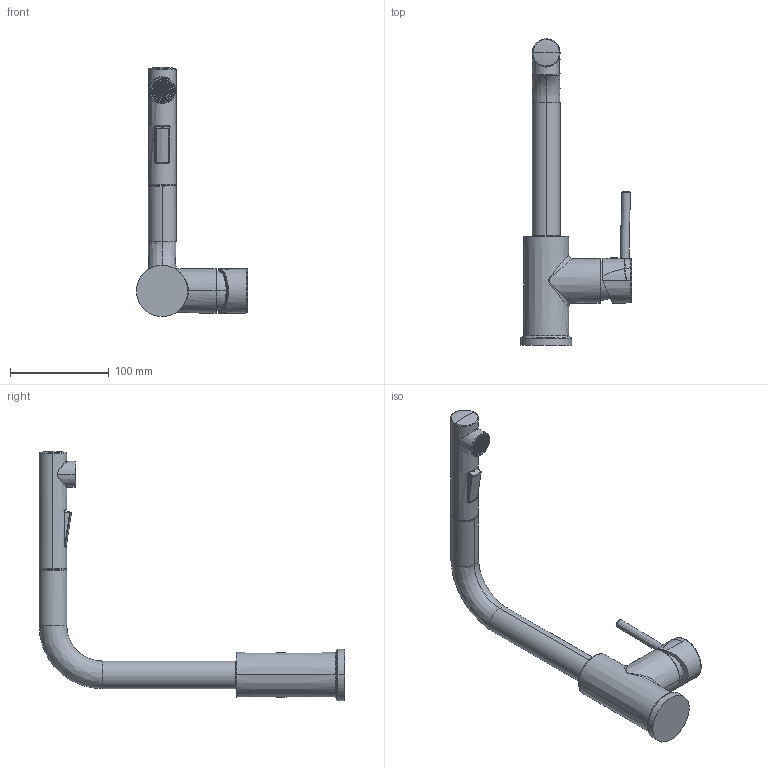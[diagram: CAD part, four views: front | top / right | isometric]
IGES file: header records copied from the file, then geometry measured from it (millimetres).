
Start section:  PTC IGES file: 8200-5113.igs
Global section: file name: 8200-5113.igs; native system: Creo Parametric by PTC Inc.; preprocessor: 2018400; author: jinson.thomas; organization: Unknown; date: 20210409.142005; units: inch
Bounding box: 112.36 x 309.35 x 252 mm (x, y, z)
Volume: 536754.5 mm3; surface area: 70835.7 mm2
Topology: 1 solids, 1 shells, 1263 faces, 3749 edges, 2369 vertices
Faces by surface type: bspline 885, revolution 376, extrusion 2
